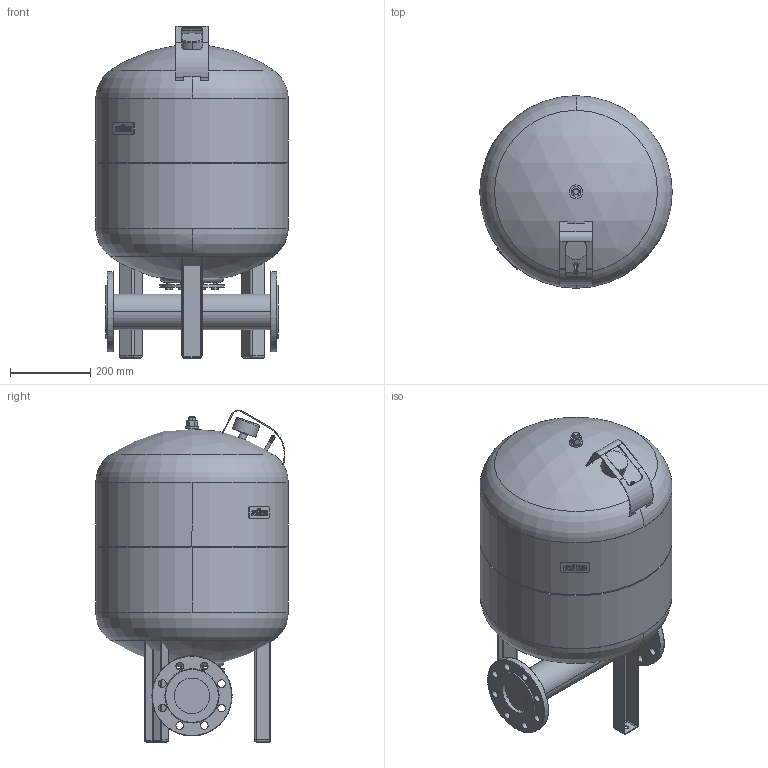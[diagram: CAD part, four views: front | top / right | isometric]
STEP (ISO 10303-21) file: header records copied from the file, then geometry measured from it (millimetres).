
FILE_DESCRIPTION((''),'2;1');
FILE_NAME('3d_DT5100_10bar-7365406.stp','2009-12-29T14:05:26',(''),(''),'Mechanical Desktop 2008','Mechanical Desktop 2008',', , ');
FILE_SCHEMA(('CONFIG_CONTROL_DESIGN'));
Length unit declared in the file: millimetre
Products named in the file (1): Product
Bounding box: 480 x 480 x 828.22 mm (x, y, z)
Volume: 94570093.7 mm3; surface area: 2390667.6 mm2
Topology: 23 solids, 23 shells, 549 faces, 1274 edges, 798 vertices
Faces by surface type: plane 226, cylinder 197, cone 50, bspline 42, torus 24, sphere 10
Entity records: 17026 total; most frequent: CARTESIAN_POINT 4079, DIRECTION 2832, ORIENTED_EDGE 2524, EDGE_CURVE 1262, AXIS2_PLACEMENT_3D 1072, VERTEX_POINT 798, VECTOR 688, LINE 688
